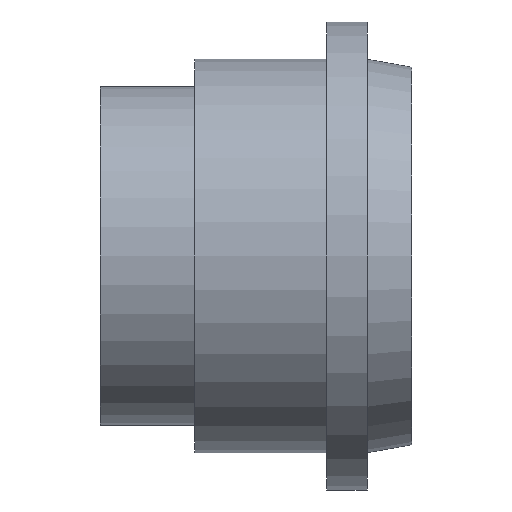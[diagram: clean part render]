
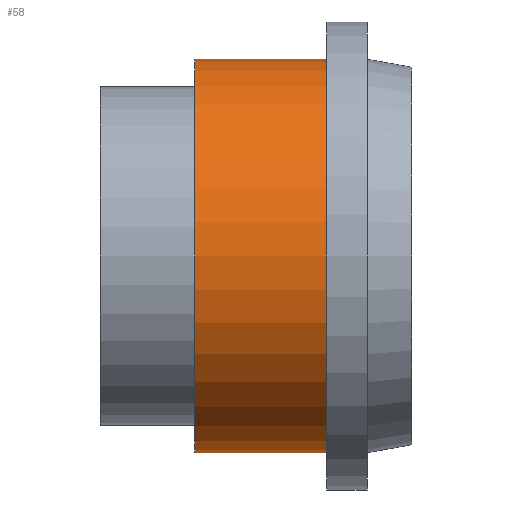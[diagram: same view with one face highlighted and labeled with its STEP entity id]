
A CAD part, front view. The second image highlights one B-rep face of the part: STEP entity #58.
In plain terms, the highlighted cylindrical face has radius 14.5 mm (diameter 29 mm), a partial arc.
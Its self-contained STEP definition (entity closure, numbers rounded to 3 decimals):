
#1 = VERTEX_POINT ( 'NONE', #363 ) ;
#13 = EDGE_CURVE ( 'NONE', #1, #163, #131, .T. ) ;
#22 = DIRECTION ( 'NONE',  ( -1., 0., 0. ) ) ;
#39 = LINE ( 'NONE', #306, #251 ) ;
#41 = EDGE_CURVE ( 'NONE', #163, #48, #403, .T. ) ;
#42 = DIRECTION ( 'NONE',  ( 0., 0., 1. ) ) ;
#48 = VERTEX_POINT ( 'NONE', #209 ) ;
#58 = ADVANCED_FACE ( 'NONE', ( #471 ), #60, .T. ) ;
#60 = CYLINDRICAL_SURFACE ( 'NONE', #407, 14.5 ) ;
#103 = AXIS2_PLACEMENT_3D ( 'NONE', #390, #342, #42 ) ;
#119 = VERTEX_POINT ( 'NONE', #480 ) ;
#128 = CARTESIAN_POINT ( 'NONE',  ( -6.302, 0., 0. ) ) ;
#131 = CIRCLE ( 'NONE', #328, 14.5 ) ;
#163 = VERTEX_POINT ( 'NONE', #297 ) ;
#170 = CARTESIAN_POINT ( 'NONE',  ( -45.952, 0., 0. ) ) ;
#173 = DIRECTION ( 'NONE',  ( 0., 0., 1. ) ) ;
#199 = DIRECTION ( 'NONE',  ( 0., 0., 1. ) ) ;
#209 = CARTESIAN_POINT ( 'NONE',  ( -16., 0., 14.5 ) ) ;
#242 = ORIENTED_EDGE ( 'NONE', *, *, #353, .F. ) ;
#245 = DIRECTION ( 'NONE',  ( -1., 0., 0. ) ) ;
#251 = VECTOR ( 'NONE', #264, 1000. ) ;
#264 = DIRECTION ( 'NONE',  ( -1., 0., 0. ) ) ;
#273 = ORIENTED_EDGE ( 'NONE', *, *, #41, .T. ) ;
#294 = VECTOR ( 'NONE', #395, 1000. ) ;
#297 = CARTESIAN_POINT ( 'NONE',  ( -6.302, 0., 14.5 ) ) ;
#306 = CARTESIAN_POINT ( 'NONE',  ( -45.952, 0., -14.5 ) ) ;
#317 = ORIENTED_EDGE ( 'NONE', *, *, #13, .T. ) ;
#324 = CARTESIAN_POINT ( 'NONE',  ( -45.952, 0., 14.5 ) ) ;
#328 = AXIS2_PLACEMENT_3D ( 'NONE', #128, #245, #199 ) ;
#342 = DIRECTION ( 'NONE',  ( -1., 0., 0. ) ) ;
#344 = EDGE_CURVE ( 'NONE', #119, #48, #435, .T. ) ;
#353 = EDGE_CURVE ( 'NONE', #1, #119, #39, .T. ) ;
#363 = CARTESIAN_POINT ( 'NONE',  ( -6.302, 0., -14.5 ) ) ;
#379 = EDGE_LOOP ( 'NONE', ( #242, #317, #273, #438 ) ) ;
#390 = CARTESIAN_POINT ( 'NONE',  ( -16., 0., 0. ) ) ;
#395 = DIRECTION ( 'NONE',  ( -1., 0., 0. ) ) ;
#403 = LINE ( 'NONE', #324, #294 ) ;
#407 = AXIS2_PLACEMENT_3D ( 'NONE', #170, #22, #173 ) ;
#435 = CIRCLE ( 'NONE', #103, 14.5 ) ;
#438 = ORIENTED_EDGE ( 'NONE', *, *, #344, .F. ) ;
#471 = FACE_OUTER_BOUND ( 'NONE', #379, .T. ) ;
#480 = CARTESIAN_POINT ( 'NONE',  ( -16., 0., -14.5 ) ) ;
